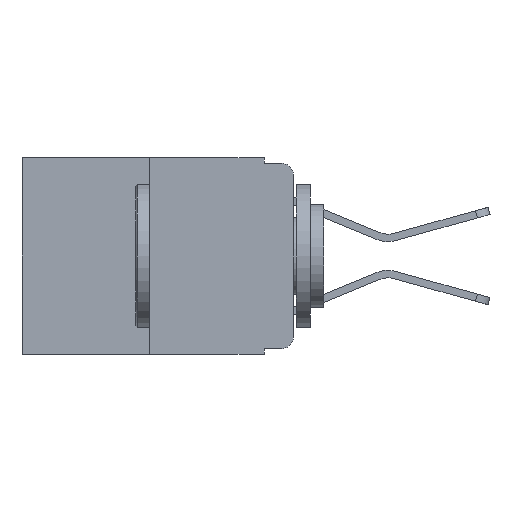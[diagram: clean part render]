
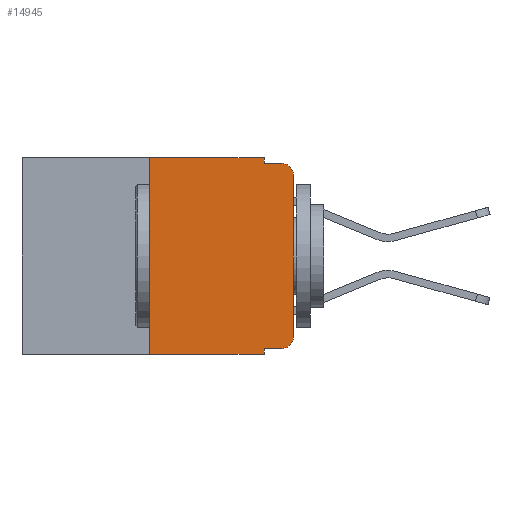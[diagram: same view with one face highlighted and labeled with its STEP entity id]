
A CAD part, left-side view. The second image highlights one B-rep face of the part: STEP entity #14945.
In plain terms, the highlighted planar face has unit normal (-1, 0, 0).
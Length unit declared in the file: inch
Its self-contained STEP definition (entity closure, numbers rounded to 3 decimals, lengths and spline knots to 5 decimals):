
#183 = LINE ( 'NONE', #5424, #5363 ) ;
#305 = AXIS2_PLACEMENT_3D ( 'NONE', #9085, #6341, #2383 ) ;
#317 = VECTOR ( 'NONE', #13129, 39.37008 ) ;
#1319 = VECTOR ( 'NONE', #16708, 39.37008 ) ;
#2263 = CARTESIAN_POINT ( 'NONE',  ( 0., 0.25, -0.343 ) ) ;
#2383 = DIRECTION ( 'NONE',  ( 0., 0., -1. ) ) ;
#2918 = EDGE_CURVE ( 'NONE', #17765, #15900, #10887, .T. ) ;
#3006 = VERTEX_POINT ( 'NONE', #7186 ) ;
#3966 = DIRECTION ( 'NONE',  ( 0., 0., 1. ) ) ;
#4481 = ORIENTED_EDGE ( 'NONE', *, *, #15424, .T. ) ;
#5016 = DIRECTION ( 'NONE',  ( 0., 0., -1. ) ) ;
#5137 = CARTESIAN_POINT ( 'NONE',  ( 0., 0.051, -0.01 ) ) ;
#5179 = VECTOR ( 'NONE', #10680, 39.37008 ) ;
#5285 = ORIENTED_EDGE ( 'NONE', *, *, #2918, .T. ) ;
#5309 = LINE ( 'NONE', #15241, #6589 ) ;
#5363 = VECTOR ( 'NONE', #11217, 39.37008 ) ;
#5424 = CARTESIAN_POINT ( 'NONE',  ( 0., 0.051, 0. ) ) ;
#5774 = CARTESIAN_POINT ( 'NONE',  ( 0., 0.02, -0.01 ) ) ;
#5963 = DIRECTION ( 'NONE',  ( 0., 0., -1. ) ) ;
#5995 = VERTEX_POINT ( 'NONE', #9572 ) ;
#6283 = DIRECTION ( 'NONE',  ( -1., 0., 0. ) ) ;
#6341 = DIRECTION ( 'NONE',  ( 1., 0., 0. ) ) ;
#6589 = VECTOR ( 'NONE', #3966, 39.37008 ) ;
#6626 = EDGE_LOOP ( 'NONE', ( #16670, #14322, #16160, #10523, #12841, #14007, #4481, #15502, #5285, #12130 ) ) ;
#6782 = DIRECTION ( 'NONE',  ( 0., -1., 0. ) ) ;
#6846 = CARTESIAN_POINT ( 'NONE',  ( 0., 0.051, -0.343 ) ) ;
#7186 = CARTESIAN_POINT ( 'NONE',  ( 0., 0., -0.313 ) ) ;
#7208 = DIRECTION ( 'NONE',  ( -1., 0., 0. ) ) ;
#8231 = LINE ( 'NONE', #12508, #1319 ) ;
#8307 = VERTEX_POINT ( 'NONE', #15295 ) ;
#8962 = CARTESIAN_POINT ( 'NONE',  ( 0., 0.473, -0.343 ) ) ;
#9085 = CARTESIAN_POINT ( 'NONE',  ( 0., 0.473, 0. ) ) ;
#9139 = LINE ( 'NONE', #8962, #317 ) ;
#9223 = CIRCLE ( 'NONE', #12127, 0.02 ) ;
#9572 = CARTESIAN_POINT ( 'NONE',  ( 0., 0.051, 0. ) ) ;
#9714 = EDGE_CURVE ( 'NONE', #5995, #10993, #183, .T. ) ;
#10052 = VERTEX_POINT ( 'NONE', #2263 ) ;
#10467 = VECTOR ( 'NONE', #13714, 39.37008 ) ;
#10490 = CARTESIAN_POINT ( 'NONE',  ( 0., 0.02, -0.333 ) ) ;
#10523 = ORIENTED_EDGE ( 'NONE', *, *, #9714, .F. ) ;
#10626 = FACE_OUTER_BOUND ( 'NONE', #6626, .T. ) ;
#10680 = DIRECTION ( 'NONE',  ( 0., -1., 0. ) ) ;
#10887 = LINE ( 'NONE', #16360, #17384 ) ;
#10940 = EDGE_CURVE ( 'NONE', #8307, #5995, #8231, .T. ) ;
#10962 = LINE ( 'NONE', #14923, #12708 ) ;
#10993 = VERTEX_POINT ( 'NONE', #13755 ) ;
#11123 = EDGE_CURVE ( 'NONE', #12976, #14026, #12605, .T. ) ;
#11217 = DIRECTION ( 'NONE',  ( 0., 0., -1. ) ) ;
#11338 = CARTESIAN_POINT ( 'NONE',  ( 0., 0.051, -0.333 ) ) ;
#11922 = CARTESIAN_POINT ( 'NONE',  ( 0., 0.02, -0.313 ) ) ;
#12127 = AXIS2_PLACEMENT_3D ( 'NONE', #11922, #6283, #5016 ) ;
#12130 = ORIENTED_EDGE ( 'NONE', *, *, #13545, .T. ) ;
#12414 = DIRECTION ( 'NONE',  ( 0., 0., -1. ) ) ;
#12508 = CARTESIAN_POINT ( 'NONE',  ( 0., 0.473, 0. ) ) ;
#12605 = CIRCLE ( 'NONE', #17219, 0.02 ) ;
#12708 = VECTOR ( 'NONE', #12414, 39.37008 ) ;
#12841 = ORIENTED_EDGE ( 'NONE', *, *, #10940, .F. ) ;
#12976 = VERTEX_POINT ( 'NONE', #14547 ) ;
#13129 = DIRECTION ( 'NONE',  ( 0., -1., 0. ) ) ;
#13211 = EDGE_CURVE ( 'NONE', #10052, #8307, #5309, .T. ) ;
#13545 = EDGE_CURVE ( 'NONE', #15900, #3006, #9223, .T. ) ;
#13714 = DIRECTION ( 'NONE',  ( 0., 0., 1. ) ) ;
#13755 = CARTESIAN_POINT ( 'NONE',  ( 0., 0.051, -0.01 ) ) ;
#13795 = CARTESIAN_POINT ( 'NONE',  ( 0., 0., 0. ) ) ;
#13860 = EDGE_CURVE ( 'NONE', #17765, #16922, #10962, .T. ) ;
#14007 = ORIENTED_EDGE ( 'NONE', *, *, #13211, .F. ) ;
#14026 = VERTEX_POINT ( 'NONE', #5774 ) ;
#14166 = EDGE_CURVE ( 'NONE', #10993, #14026, #14719, .T. ) ;
#14322 = ORIENTED_EDGE ( 'NONE', *, *, #11123, .T. ) ;
#14547 = CARTESIAN_POINT ( 'NONE',  ( 0., 0., -0.03 ) ) ;
#14719 = LINE ( 'NONE', #5137, #5179 ) ;
#14885 = LINE ( 'NONE', #13795, #10467 ) ;
#14923 = CARTESIAN_POINT ( 'NONE',  ( 0., 0.051, 0. ) ) ;
#14945 = ADVANCED_FACE ( 'NONE', ( #10626 ), #17637, .F. ) ;
#15241 = CARTESIAN_POINT ( 'NONE',  ( 0., 0.25, 0. ) ) ;
#15295 = CARTESIAN_POINT ( 'NONE',  ( 0., 0.25, 0. ) ) ;
#15424 = EDGE_CURVE ( 'NONE', #10052, #16922, #9139, .T. ) ;
#15502 = ORIENTED_EDGE ( 'NONE', *, *, #13860, .F. ) ;
#15900 = VERTEX_POINT ( 'NONE', #10490 ) ;
#16051 = EDGE_CURVE ( 'NONE', #3006, #12976, #14885, .T. ) ;
#16160 = ORIENTED_EDGE ( 'NONE', *, *, #14166, .F. ) ;
#16360 = CARTESIAN_POINT ( 'NONE',  ( 0., 0.051, -0.333 ) ) ;
#16670 = ORIENTED_EDGE ( 'NONE', *, *, #16051, .T. ) ;
#16708 = DIRECTION ( 'NONE',  ( 0., -1., 0. ) ) ;
#16922 = VERTEX_POINT ( 'NONE', #6846 ) ;
#17182 = CARTESIAN_POINT ( 'NONE',  ( 0., 0.02, -0.03 ) ) ;
#17219 = AXIS2_PLACEMENT_3D ( 'NONE', #17182, #7208, #5963 ) ;
#17384 = VECTOR ( 'NONE', #6782, 39.37008 ) ;
#17637 = PLANE ( 'NONE',  #305 ) ;
#17765 = VERTEX_POINT ( 'NONE', #11338 ) ;
